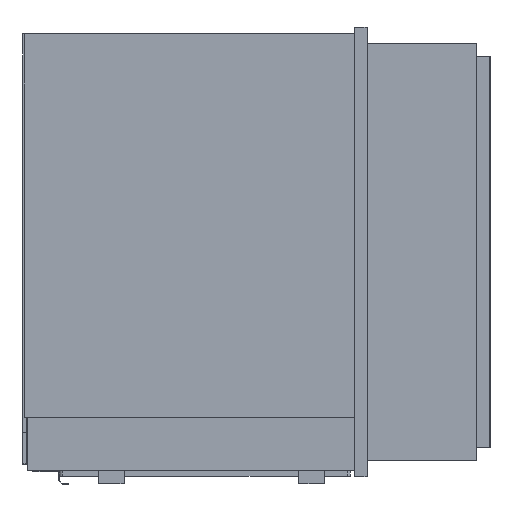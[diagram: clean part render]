
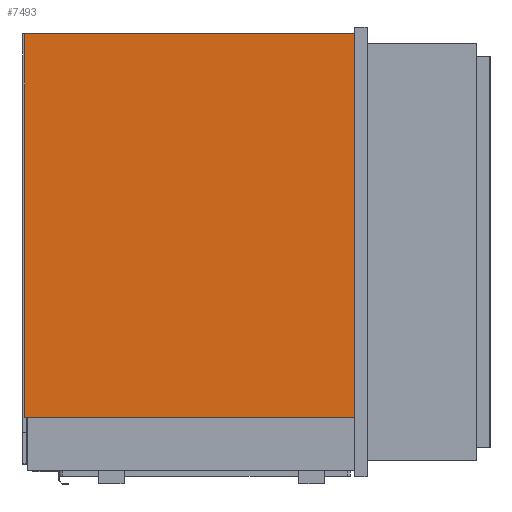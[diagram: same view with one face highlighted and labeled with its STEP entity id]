
A CAD part, left-side view. The second image highlights one B-rep face of the part: STEP entity #7493.
In plain terms, the highlighted planar face has unit normal (-1, 0, 0).
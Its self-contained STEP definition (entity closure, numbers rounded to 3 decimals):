
#24 = VERTEX_POINT ( 'NONE', #4883 ) ;
#520 = AXIS2_PLACEMENT_3D ( 'NONE', #3847, #3144, #6501 ) ;
#725 = VERTEX_POINT ( 'NONE', #7180 ) ;
#1973 = EDGE_CURVE ( 'NONE', #725, #24, #4749, .T. ) ;
#2347 = LINE ( 'NONE', #4130, #7701 ) ;
#2516 = VECTOR ( 'NONE', #3952, 1000. ) ;
#2523 = EDGE_CURVE ( 'NONE', #4639, #6122, #6840, .T. ) ;
#2661 = EDGE_LOOP ( 'NONE', ( #2707, #4884, #7318, #4183 ) ) ;
#2707 = ORIENTED_EDGE ( 'NONE', *, *, #5570, .T. ) ;
#2743 = VECTOR ( 'NONE', #2982, 1000. ) ;
#2776 = DIRECTION ( 'NONE',  ( 0., -1., 0. ) ) ;
#2890 = CARTESIAN_POINT ( 'NONE',  ( -555., 0., -255.5 ) ) ;
#2926 = FACE_OUTER_BOUND ( 'NONE', #2661, .T. ) ;
#2982 = DIRECTION ( 'NONE',  ( 0., 0., -1. ) ) ;
#3144 = DIRECTION ( 'NONE',  ( 1., 0., 0. ) ) ;
#3672 = CARTESIAN_POINT ( 'NONE',  ( -555., 0., 337.5 ) ) ;
#3847 = CARTESIAN_POINT ( 'NONE',  ( -555., 510., 337.5 ) ) ;
#3952 = DIRECTION ( 'NONE',  ( 0., -1., 0. ) ) ;
#3990 = CARTESIAN_POINT ( 'NONE',  ( -555., 510., 337.5 ) ) ;
#4130 = CARTESIAN_POINT ( 'NONE',  ( -555., 510., -255.5 ) ) ;
#4183 = ORIENTED_EDGE ( 'NONE', *, *, #1973, .T. ) ;
#4216 = CARTESIAN_POINT ( 'NONE',  ( -555., 510., 337.5 ) ) ;
#4630 = LINE ( 'NONE', #3990, #2516 ) ;
#4639 = VERTEX_POINT ( 'NONE', #5824 ) ;
#4749 = LINE ( 'NONE', #4216, #2743 ) ;
#4883 = CARTESIAN_POINT ( 'NONE',  ( -555., 510., -255.5 ) ) ;
#4884 = ORIENTED_EDGE ( 'NONE', *, *, #2523, .F. ) ;
#5570 = EDGE_CURVE ( 'NONE', #24, #6122, #2347, .T. ) ;
#5824 = CARTESIAN_POINT ( 'NONE',  ( -555., 0., 337.5 ) ) ;
#6122 = VERTEX_POINT ( 'NONE', #2890 ) ;
#6384 = DIRECTION ( 'NONE',  ( 0., 0., -1. ) ) ;
#6501 = DIRECTION ( 'NONE',  ( 0., 1., 0. ) ) ;
#6840 = LINE ( 'NONE', #3672, #8398 ) ;
#7146 = PLANE ( 'NONE',  #520 ) ;
#7180 = CARTESIAN_POINT ( 'NONE',  ( -555., 510., 337.5 ) ) ;
#7318 = ORIENTED_EDGE ( 'NONE', *, *, #7658, .F. ) ;
#7493 = ADVANCED_FACE ( 'NONE', ( #2926 ), #7146, .F. ) ;
#7658 = EDGE_CURVE ( 'NONE', #725, #4639, #4630, .T. ) ;
#7701 = VECTOR ( 'NONE', #2776, 1000. ) ;
#8398 = VECTOR ( 'NONE', #6384, 1000. ) ;
